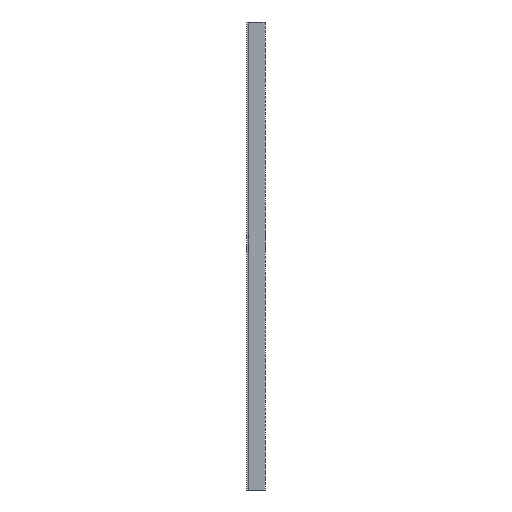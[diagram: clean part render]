
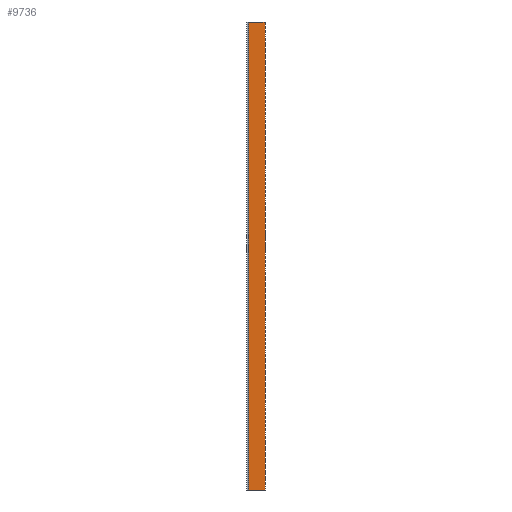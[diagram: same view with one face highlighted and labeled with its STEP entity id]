
A CAD part, left-side view. The second image highlights one B-rep face of the part: STEP entity #9736.
In plain terms, the highlighted planar face has unit normal (-1, 0, 0).
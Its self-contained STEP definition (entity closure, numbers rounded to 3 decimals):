
#281 = VERTEX_POINT ( 'NONE', #4062 ) ;
#1328 = DIRECTION ( 'NONE',  ( 0., -1., 0. ) ) ;
#1510 = LINE ( 'NONE', #35493, #2191 ) ;
#2191 = VECTOR ( 'NONE', #1328, 1000. ) ;
#2513 = CARTESIAN_POINT ( 'NONE',  ( -40., 1.5, 1000. ) ) ;
#3077 = ORIENTED_EDGE ( 'NONE', *, *, #23664, .F. ) ;
#4062 = CARTESIAN_POINT ( 'NONE',  ( -40., 1.5, -1000. ) ) ;
#5186 = PLANE ( 'NONE',  #9023 ) ;
#7428 = FACE_OUTER_BOUND ( 'NONE', #32867, .T. ) ;
#7441 = EDGE_CURVE ( 'NONE', #26287, #281, #1510, .T. ) ;
#7972 = VECTOR ( 'NONE', #36967, 1000. ) ;
#9023 = AXIS2_PLACEMENT_3D ( 'NONE', #13632, #24699, #25087 ) ;
#9710 = DIRECTION ( 'NONE',  ( 0., -1., 0. ) ) ;
#9736 = ADVANCED_FACE ( 'NONE', ( #7428 ), #5186, .F. ) ;
#10790 = ORIENTED_EDGE ( 'NONE', *, *, #7441, .T. ) ;
#12110 = DIRECTION ( 'NONE',  ( 0., 0., 1. ) ) ;
#12534 = LINE ( 'NONE', #29589, #20469 ) ;
#13247 = CARTESIAN_POINT ( 'NONE',  ( -40., 70.293, 1000. ) ) ;
#13632 = CARTESIAN_POINT ( 'NONE',  ( -40., 0., 1000. ) ) ;
#13754 = EDGE_CURVE ( 'NONE', #21069, #26287, #36597, .T. ) ;
#15297 = CARTESIAN_POINT ( 'NONE',  ( -40., 1.5, 1000. ) ) ;
#20469 = VECTOR ( 'NONE', #9710, 1000. ) ;
#21069 = VERTEX_POINT ( 'NONE', #13247 ) ;
#23664 = EDGE_CURVE ( 'NONE', #21069, #34445, #12534, .T. ) ;
#24699 = DIRECTION ( 'NONE',  ( 1., 0., 0. ) ) ;
#25087 = DIRECTION ( 'NONE',  ( 0., 0., -1. ) ) ;
#25398 = EDGE_CURVE ( 'NONE', #281, #34445, #32758, .T. ) ;
#26287 = VERTEX_POINT ( 'NONE', #33719 ) ;
#29068 = ORIENTED_EDGE ( 'NONE', *, *, #13754, .T. ) ;
#29589 = CARTESIAN_POINT ( 'NONE',  ( -40., 0., 1000. ) ) ;
#30167 = VECTOR ( 'NONE', #12110, 1000. ) ;
#32758 = LINE ( 'NONE', #15297, #30167 ) ;
#32867 = EDGE_LOOP ( 'NONE', ( #3077, #29068, #10790, #33074 ) ) ;
#33074 = ORIENTED_EDGE ( 'NONE', *, *, #25398, .T. ) ;
#33719 = CARTESIAN_POINT ( 'NONE',  ( -40., 70.293, -1000. ) ) ;
#33768 = CARTESIAN_POINT ( 'NONE',  ( -40., 70.293, 1000. ) ) ;
#34445 = VERTEX_POINT ( 'NONE', #2513 ) ;
#35493 = CARTESIAN_POINT ( 'NONE',  ( -40., 0., -1000. ) ) ;
#36597 = LINE ( 'NONE', #33768, #7972 ) ;
#36967 = DIRECTION ( 'NONE',  ( 0., 0., -1. ) ) ;
